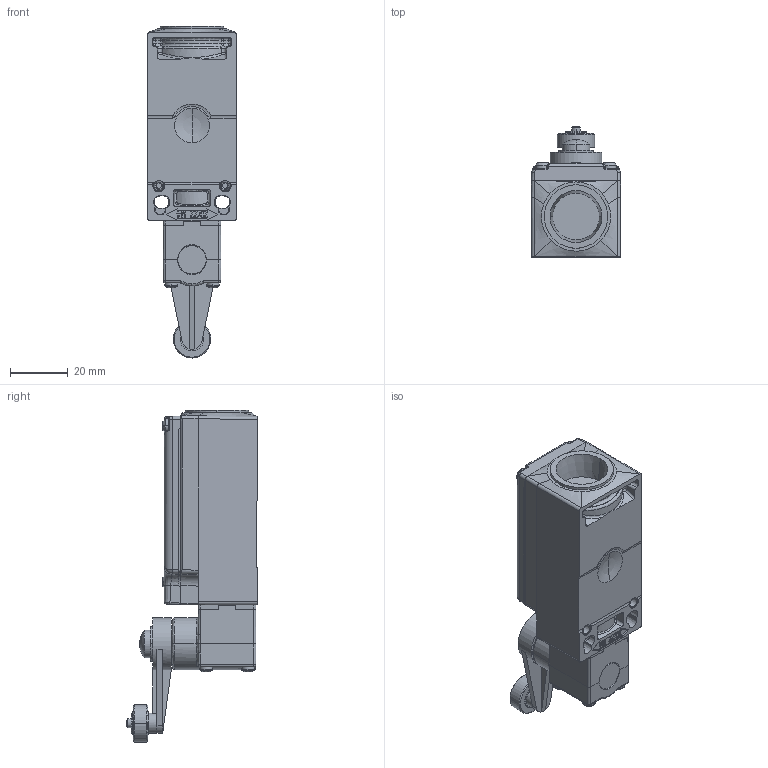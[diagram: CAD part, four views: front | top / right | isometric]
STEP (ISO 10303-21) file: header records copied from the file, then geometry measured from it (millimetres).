
FILE_DESCRIPTION((''),'2;1');
FILE_NAME('1336746_SW0002','2016-06-03T',('sharbsmeier'),('.steute Schaltgeräte GmbH, Löhne'),'PRO/ENGINEER BY PARAMETRIC TECHNOLOGY CORPORATION, 2015070','PRO/ENGINEER BY PARAMETRIC TECHNOLOGY CORPORATION, 2015070','');
FILE_SCHEMA(('CONFIG_CONTROL_DESIGN'));
Products named in the file (1): 1336746_SW0002
Bounding box: 31 x 45.3 x 115 mm (x, y, z)
Surface area: 23896.3 mm2 (no closed solid volume)
Topology: 0 solids, 60 shells, 994 faces, 4549 edges, 3564 vertices
Faces by surface type: plane 504, cylinder 244, bspline 115, cone 64, torus 35, sphere 24, extrusion 8
Entity records: 53921 total; most frequent: CARTESIAN_POINT 18990, ORIENTED_EDGE 6769, DIRECTION 6476, EDGE_CURVE 4546, VERTEX_POINT 3564, VECTOR 3240, LINE 3232, AXIS2_PLACEMENT_3D 1618
